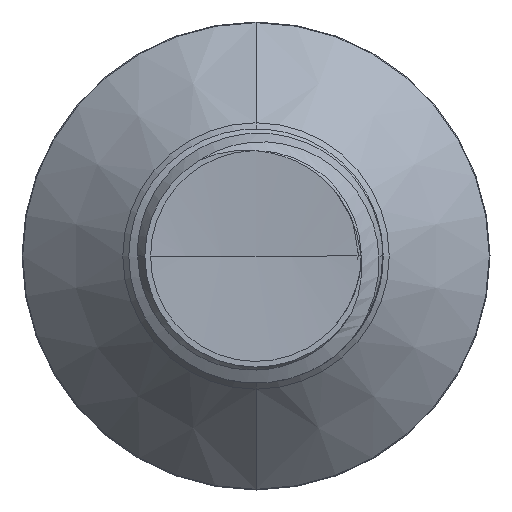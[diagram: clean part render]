
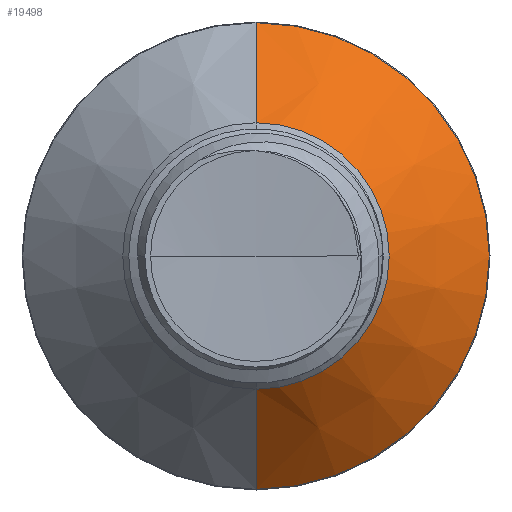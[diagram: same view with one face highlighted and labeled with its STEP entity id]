
A CAD part, front view. The second image highlights one B-rep face of the part: STEP entity #19498.
In plain terms, the highlighted conical face has half-angle 45 degrees and reference radius 2.619 mm.
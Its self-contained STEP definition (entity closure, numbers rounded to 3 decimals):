
#600 = EDGE_CURVE ( 'NONE', #18461, #4904, #27171, .T. ) ;
#641 = AXIS2_PLACEMENT_3D ( 'NONE', #24458, #11884, #26393 ) ;
#941 = AXIS2_PLACEMENT_3D ( 'NONE', #5239, #22372, #26326 ) ;
#1397 = EDGE_LOOP ( 'NONE', ( #20761, #4233, #10064, #15829 ) ) ;
#1587 = CARTESIAN_POINT ( 'NONE',  ( 0., 10.131, -2.619 ) ) ;
#1912 = AXIS2_PLACEMENT_3D ( 'NONE', #14129, #14138, #13962 ) ;
#2076 = EDGE_CURVE ( 'NONE', #21663, #4904, #15405, .T. ) ;
#3525 = CARTESIAN_POINT ( 'NONE',  ( 0., 12.098, -4.586 ) ) ;
#3536 = EDGE_CURVE ( 'NONE', #23222, #21663, #7185, .T. ) ;
#3787 = VECTOR ( 'NONE', #5906, 1000. ) ;
#4233 = ORIENTED_EDGE ( 'NONE', *, *, #2076, .T. ) ;
#4262 = CONICAL_SURFACE ( 'NONE', #941, 2.619, 0.785 ) ;
#4904 = VERTEX_POINT ( 'NONE', #3525 ) ;
#4941 = FACE_OUTER_BOUND ( 'NONE', #1397, .T. ) ;
#5239 = CARTESIAN_POINT ( 'NONE',  ( 0., 10.131, 0. ) ) ;
#5906 = DIRECTION ( 'NONE',  ( 0., 0.707, -0.707 ) ) ;
#7185 = CIRCLE ( 'NONE', #641, 2.619 ) ;
#8168 = CARTESIAN_POINT ( 'NONE',  ( 0., 10.131, 2.619 ) ) ;
#10064 = ORIENTED_EDGE ( 'NONE', *, *, #600, .F. ) ;
#11369 = VECTOR ( 'NONE', #18999, 1000. ) ;
#11884 = DIRECTION ( 'NONE',  ( 0., 1., 0. ) ) ;
#13962 = DIRECTION ( 'NONE',  ( 0., 0., 1. ) ) ;
#14129 = CARTESIAN_POINT ( 'NONE',  ( 0., 12.098, 0. ) ) ;
#14138 = DIRECTION ( 'NONE',  ( 0., 1., 0. ) ) ;
#14853 = CARTESIAN_POINT ( 'NONE',  ( 0., 10.131, -2.619 ) ) ;
#15405 = LINE ( 'NONE', #1587, #3787 ) ;
#15829 = ORIENTED_EDGE ( 'NONE', *, *, #26682, .F. ) ;
#18461 = VERTEX_POINT ( 'NONE', #22401 ) ;
#18999 = DIRECTION ( 'NONE',  ( 0., 0.707, 0.707 ) ) ;
#19498 = ADVANCED_FACE ( 'NONE', ( #4941 ), #4262, .T. ) ;
#20761 = ORIENTED_EDGE ( 'NONE', *, *, #3536, .T. ) ;
#21663 = VERTEX_POINT ( 'NONE', #14853 ) ;
#21991 = LINE ( 'NONE', #25187, #11369 ) ;
#22372 = DIRECTION ( 'NONE',  ( 0., 1., 0. ) ) ;
#22401 = CARTESIAN_POINT ( 'NONE',  ( 0., 12.098, 4.586 ) ) ;
#23222 = VERTEX_POINT ( 'NONE', #8168 ) ;
#24458 = CARTESIAN_POINT ( 'NONE',  ( 0., 10.131, 0. ) ) ;
#25187 = CARTESIAN_POINT ( 'NONE',  ( 0., 10.131, 2.619 ) ) ;
#26326 = DIRECTION ( 'NONE',  ( 0., 0., 1. ) ) ;
#26393 = DIRECTION ( 'NONE',  ( 0., 0., 1. ) ) ;
#26682 = EDGE_CURVE ( 'NONE', #23222, #18461, #21991, .T. ) ;
#27171 = CIRCLE ( 'NONE', #1912, 4.586 ) ;
